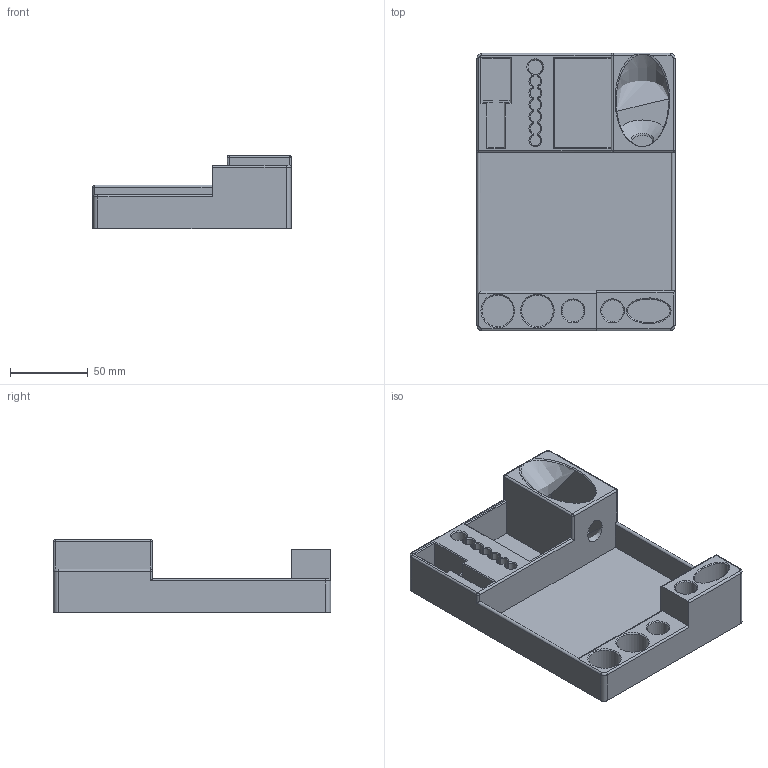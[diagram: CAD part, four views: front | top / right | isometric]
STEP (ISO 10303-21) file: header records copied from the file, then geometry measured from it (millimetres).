
FILE_DESCRIPTION(/* description */ (''),/* implementation_level */ '2;1');
FILE_NAME(/* name */ 'Cabnet Organizer v9.step',/* time_stamp */ '2024-09-16T12:33:49-04:00',/* author */ (''),/* organization */ (''),/* preprocessor_version */ 'ST-DEVELOPER v20',/* originating_system */ 'Autodesk Translation Framework v13.14.0.145',/* authorisation */ '');
FILE_SCHEMA (('AUTOMOTIVE_DESIGN { 1 0 10303 214 3 1 1 }'));
Length unit declared in the file: inch
Products named in the file (1): Cabnet Organizer
Bounding box: 127 x 177.8 x 46.99 mm (x, y, z)
Volume: 273465.5 mm3; surface area: 94353.2 mm2
Topology: 1 solids, 1 shells, 136 faces, 342 edges, 214 vertices
Faces by surface type: plane 67, cylinder 38, cone 20, sphere 4, torus 4, bspline 3
Full cylindrical faces by diameter (mm): 9.43 x1, 14.033 x2, 20.32 x2
Entity records: 4323 total; most frequent: CARTESIAN_POINT 1065, ORIENTED_EDGE 684, DIRECTION 669, EDGE_CURVE 342, AXIS2_PLACEMENT_3D 236, VERTEX_POINT 214, LINE 197, VECTOR 197
